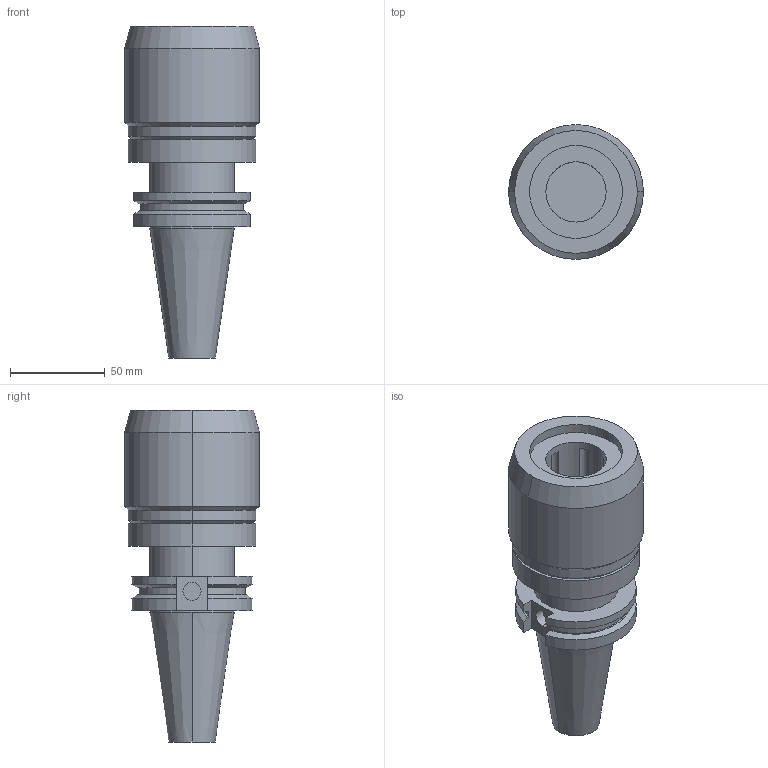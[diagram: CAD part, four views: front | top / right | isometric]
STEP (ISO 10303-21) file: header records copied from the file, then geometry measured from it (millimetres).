
FILE_DESCRIPTION (( 'STEP AP203' ), '1' );
FILE_NAME ('STP-43.463G.72.420.STEP', '2018-09-05T02:57:47', ( '' ), ( '' ), 'SwSTEP 2.0', 'SolidWorks 2015', '' );
FILE_SCHEMA (( 'CONFIG_CONTROL_DESIGN' ));
Length unit declared in the file: millimetre
Products named in the file (1): STP-43.463G.72.420
Bounding box: 71 x 71 x 174.93 mm (x, y, z)
Volume: 327772 mm3; surface area: 51816.7 mm2
Topology: 1 solids, 1 shells, 84 faces, 204 edges, 131 vertices
Faces by surface type: cylinder 42, plane 28, cone 14
Entity records: 2569 total; most frequent: DIRECTION 470, CARTESIAN_POINT 442, ORIENTED_EDGE 404, EDGE_CURVE 202, AXIS2_PLACEMENT_3D 191, VERTEX_POINT 131, CIRCLE 106, EDGE_LOOP 95
